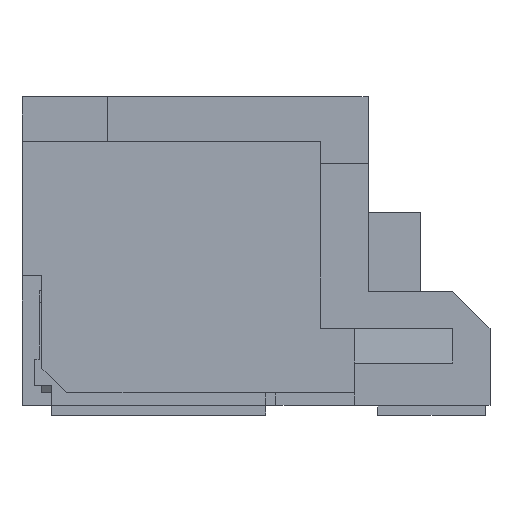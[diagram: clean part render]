
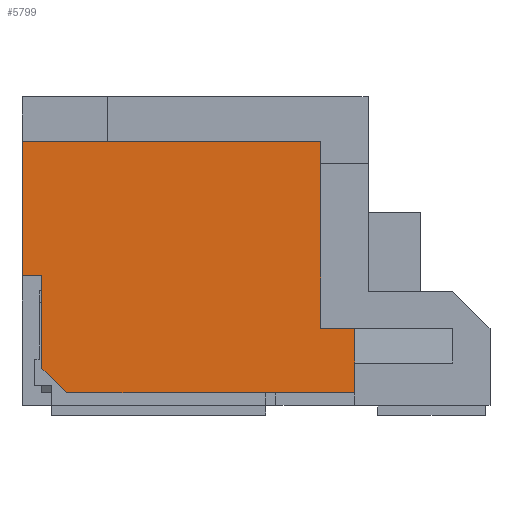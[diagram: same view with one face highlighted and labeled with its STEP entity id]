
A CAD part, left-side view. The second image highlights one B-rep face of the part: STEP entity #5799.
In plain terms, the highlighted planar face has unit normal (-1, 0, 0).
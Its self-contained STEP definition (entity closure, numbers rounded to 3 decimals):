
#925=DIRECTION('',(0.,-1.,0.));
#926=VECTOR('',#925,0.4);
#927=CARTESIAN_POINT('',(-7.,4.9,-0.34));
#928=LINE('',#927,#926);
#929=DIRECTION('',(0.,0.,1.));
#930=VECTOR('',#929,1.85);
#931=CARTESIAN_POINT('',(-7.,4.5,-2.19));
#932=LINE('',#931,#930);
#933=DIRECTION('',(0.,0.,1.));
#934=VECTOR('',#933,2.7);
#935=CARTESIAN_POINT('',(-7.,4.9,-0.34));
#936=LINE('',#935,#934);
#937=DIRECTION('',(0.,-1.,0.));
#938=VECTOR('',#937,6.);
#939=CARTESIAN_POINT('',(-7.,4.9,2.36));
#940=LINE('',#939,#938);
#941=DIRECTION('',(0.,-1.,0.));
#942=VECTOR('',#941,0.684);
#943=CARTESIAN_POINT('',(-7.,-1.1,-1.39));
#944=LINE('',#943,#942);
#945=DIRECTION('',(0.,0.,-1.));
#946=VECTOR('',#945,0.7);
#947=CARTESIAN_POINT('',(-7.,-1.784,
-1.39));
#948=LINE('',#947,#946);
#949=DIRECTION('',(0.,0.,-1.));
#950=VECTOR('',#949,0.6);
#951=CARTESIAN_POINT('',(-7.,-1.784,
-2.09));
#952=LINE('',#951,#950);
#953=DIRECTION('',(0.,-0.707,-0.707));
#954=VECTOR('',#953,0.707);
#955=CARTESIAN_POINT('',(-7.,4.5,-2.19));
#956=LINE('',#955,#954);
#993=DIRECTION('',(0.,-1.,0.));
#994=VECTOR('',#993,5.784);
#995=CARTESIAN_POINT('',(-7.,4.,-2.69));
#996=LINE('',#995,#994);
#1673=DIRECTION('',(0.,0.,1.));
#1674=VECTOR('',#1673,3.75);
#1675=CARTESIAN_POINT('',(-7.,-1.1,-1.39));
#1676=LINE('',#1675,#1674);
#3621=CARTESIAN_POINT('',(-7.,4.9,-0.34));
#3622=VERTEX_POINT('',#3621);
#3623=CARTESIAN_POINT('',(-7.,4.9,2.36));
#3624=VERTEX_POINT('',#3623);
#3771=CARTESIAN_POINT('',(-7.,-1.784,
-1.39));
#3772=CARTESIAN_POINT('',(-7.,-1.784,
-2.09));
#3773=VERTEX_POINT('',#3771);
#3774=VERTEX_POINT('',#3772);
#3881=CARTESIAN_POINT('',(-7.,-1.1,2.36));
#3882=VERTEX_POINT('',#3881);
#4083=CARTESIAN_POINT('',(-7.,-1.1,-1.39));
#4084=VERTEX_POINT('',#4083);
#4149=CARTESIAN_POINT('',(-7.,-1.784,
-2.69));
#4150=VERTEX_POINT('',#4149);
#4151=CARTESIAN_POINT('',(-7.,4.,-2.69));
#4152=VERTEX_POINT('',#4151);
#4203=CARTESIAN_POINT('',(-7.,4.5,-0.34));
#4204=VERTEX_POINT('',#4203);
#4213=CARTESIAN_POINT('',(-7.,4.5,-2.19));
#4214=VERTEX_POINT('',#4213);
#5774=CARTESIAN_POINT('',(-7.,-1.384,
-1.42));
#5775=DIRECTION('',(-1.,0.,0.));
#5776=DIRECTION('',(0.,1.,0.));
#5777=AXIS2_PLACEMENT_3D('',#5774,#5775,#5776);
#5778=PLANE('',#5777);
#5780=ORIENTED_EDGE('',*,*,#5779,.T.);
#5781=ORIENTED_EDGE('',*,*,#5766,.F.);
#5782=ORIENTED_EDGE('',*,*,#4743,.T.);
#5784=ORIENTED_EDGE('',*,*,#5783,.T.);
#5786=ORIENTED_EDGE('',*,*,#5785,.F.);
#5788=ORIENTED_EDGE('',*,*,#5787,.T.);
#5790=ORIENTED_EDGE('',*,*,#5789,.T.);
#5792=ORIENTED_EDGE('',*,*,#5791,.T.);
#5794=ORIENTED_EDGE('',*,*,#5793,.F.);
#5796=ORIENTED_EDGE('',*,*,#5795,.F.);
#5797=EDGE_LOOP('',(#5780,#5781,#5782,#5784,#5786,#5788,#5790,#5792,#5794,
#5796));
#5798=FACE_OUTER_BOUND('',#5797,.F.);
#5799=ADVANCED_FACE('',(#5798),#5778,.T.);
#4743=EDGE_CURVE('',#3622,#3624,#936,.T.);
#5766=EDGE_CURVE('',#3622,#4204,#928,.T.);
#5779=EDGE_CURVE('',#4214,#4204,#932,.T.);
#5783=EDGE_CURVE('',#3624,#3882,#940,.T.);
#5785=EDGE_CURVE('',#4084,#3882,#1676,.T.);
#5787=EDGE_CURVE('',#4084,#3773,#944,.T.);
#5789=EDGE_CURVE('',#3773,#3774,#948,.T.);
#5791=EDGE_CURVE('',#3774,#4150,#952,.T.);
#5793=EDGE_CURVE('',#4152,#4150,#996,.T.);
#5795=EDGE_CURVE('',#4214,#4152,#956,.T.);
